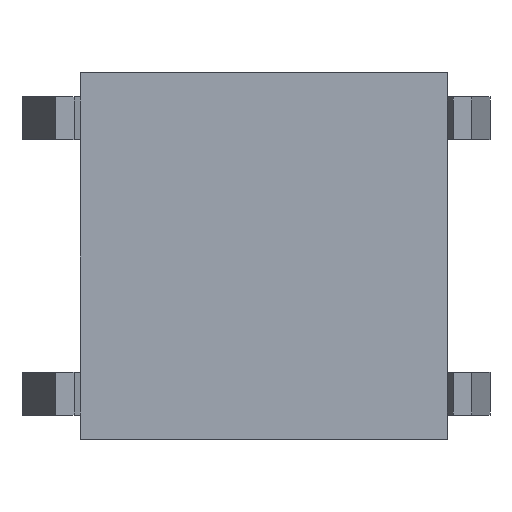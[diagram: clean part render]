
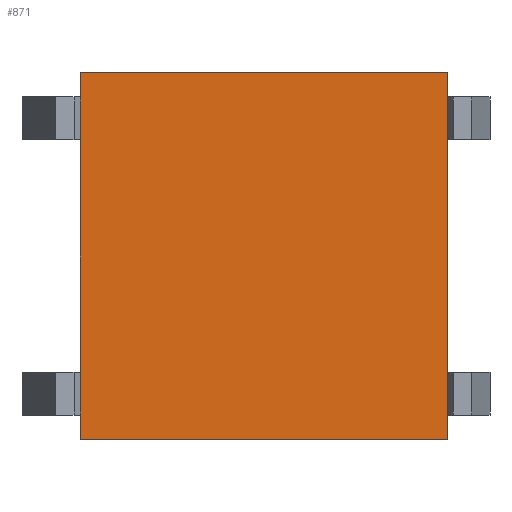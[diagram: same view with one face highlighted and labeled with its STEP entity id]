
A CAD part, front view. The second image highlights one B-rep face of the part: STEP entity #871.
In plain terms, the highlighted planar face has unit normal (0, -1, 0).
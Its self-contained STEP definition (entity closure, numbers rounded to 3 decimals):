
#23 = ORIENTED_EDGE ( 'NONE', *, *, #102, .F. ) ;
#32 = LINE ( 'NONE', #786, #1964 ) ;
#60 = DIRECTION ( 'NONE',  ( 0., 0., -1. ) ) ;
#70 = LINE ( 'NONE', #2102, #2009 ) ;
#79 = CARTESIAN_POINT ( 'NONE',  ( -3., 0., 1.9 ) ) ;
#102 = EDGE_CURVE ( 'NONE', #1470, #1563, #1917, .T. ) ;
#219 = VECTOR ( 'NONE', #1465, 1000. ) ;
#229 = DIRECTION ( 'NONE',  ( 0., 0., -1. ) ) ;
#241 = EDGE_CURVE ( 'NONE', #943, #1908, #70, .T. ) ;
#261 = LINE ( 'NONE', #342, #219 ) ;
#274 = CARTESIAN_POINT ( 'NONE',  ( 3., 0., -2.6 ) ) ;
#297 = LINE ( 'NONE', #321, #2276 ) ;
#320 = CARTESIAN_POINT ( 'NONE',  ( -3., 0., 0. ) ) ;
#321 = CARTESIAN_POINT ( 'NONE',  ( -3., 0., 3. ) ) ;
#324 = DIRECTION ( 'NONE',  ( 0., 0., 1. ) ) ;
#333 = DIRECTION ( 'NONE',  ( -1., 0., 0. ) ) ;
#342 = CARTESIAN_POINT ( 'NONE',  ( -3., 0., 3. ) ) ;
#385 = VERTEX_POINT ( 'NONE', #1727 ) ;
#390 = EDGE_CURVE ( 'NONE', #1908, #1913, #32, .T. ) ;
#428 = CARTESIAN_POINT ( 'NONE',  ( -3., 0., 3. ) ) ;
#471 = CARTESIAN_POINT ( 'NONE',  ( 3., 0., -1.9 ) ) ;
#486 = EDGE_CURVE ( 'NONE', #700, #1575, #2332, .T. ) ;
#503 = DIRECTION ( 'NONE',  ( 0., 0., 1. ) ) ;
#507 = DIRECTION ( 'NONE',  ( 0., 0., 1. ) ) ;
#523 = EDGE_CURVE ( 'NONE', #1358, #943, #297, .T. ) ;
#540 = LINE ( 'NONE', #1273, #1477 ) ;
#584 = VECTOR ( 'NONE', #1253, 1000. ) ;
#634 = VERTEX_POINT ( 'NONE', #806 ) ;
#644 = CARTESIAN_POINT ( 'NONE',  ( -3., 0., -1.9 ) ) ;
#688 = ORIENTED_EDGE ( 'NONE', *, *, #1723, .F. ) ;
#700 = VERTEX_POINT ( 'NONE', #644 ) ;
#786 = CARTESIAN_POINT ( 'NONE',  ( 3., 0., 3. ) ) ;
#788 = ORIENTED_EDGE ( 'NONE', *, *, #486, .F. ) ;
#806 = CARTESIAN_POINT ( 'NONE',  ( -3., 0., -3. ) ) ;
#840 = ORIENTED_EDGE ( 'NONE', *, *, #2072, .F. ) ;
#842 = FACE_OUTER_BOUND ( 'NONE', #1793, .T. ) ;
#871 = ADVANCED_FACE ( 'NONE', ( #842 ), #1561, .T. ) ;
#899 = CARTESIAN_POINT ( 'NONE',  ( 3., 0., 3. ) ) ;
#923 = ORIENTED_EDGE ( 'NONE', *, *, #1617, .F. ) ;
#941 = VECTOR ( 'NONE', #1783, 1000. ) ;
#943 = VERTEX_POINT ( 'NONE', #899 ) ;
#1031 = ORIENTED_EDGE ( 'NONE', *, *, #390, .F. ) ;
#1062 = ORIENTED_EDGE ( 'NONE', *, *, #1866, .F. ) ;
#1133 = DIRECTION ( 'NONE',  ( 0., 0., -1. ) ) ;
#1192 = DIRECTION ( 'NONE',  ( 0., -1., 0. ) ) ;
#1253 = DIRECTION ( 'NONE',  ( 0., 0., 1. ) ) ;
#1273 = CARTESIAN_POINT ( 'NONE',  ( -3., 0., 3. ) ) ;
#1301 = CARTESIAN_POINT ( 'NONE',  ( 3., 0., 1.9 ) ) ;
#1311 = CARTESIAN_POINT ( 'NONE',  ( -3., 0., -3. ) ) ;
#1320 = CARTESIAN_POINT ( 'NONE',  ( 3., 0., -3. ) ) ;
#1358 = VERTEX_POINT ( 'NONE', #428 ) ;
#1364 = DIRECTION ( 'NONE',  ( 0., 0., -1. ) ) ;
#1430 = VECTOR ( 'NONE', #1133, 1000. ) ;
#1437 = DIRECTION ( 'NONE',  ( 0., 0., -1. ) ) ;
#1438 = LINE ( 'NONE', #1611, #941 ) ;
#1465 = DIRECTION ( 'NONE',  ( 0., 0., 1. ) ) ;
#1470 = VERTEX_POINT ( 'NONE', #471 ) ;
#1477 = VECTOR ( 'NONE', #324, 1000. ) ;
#1479 = CARTESIAN_POINT ( 'NONE',  ( 3., 0., 2.6 ) ) ;
#1482 = LINE ( 'NONE', #1311, #2410 ) ;
#1493 = CARTESIAN_POINT ( 'NONE',  ( 3., 0., 3. ) ) ;
#1495 = EDGE_CURVE ( 'NONE', #385, #1358, #2003, .T. ) ;
#1536 = LINE ( 'NONE', #2361, #1959 ) ;
#1561 = PLANE ( 'NONE',  #1755 ) ;
#1563 = VERTEX_POINT ( 'NONE', #274 ) ;
#1575 = VERTEX_POINT ( 'NONE', #79 ) ;
#1611 = CARTESIAN_POINT ( 'NONE',  ( 3., 0., 0. ) ) ;
#1617 = EDGE_CURVE ( 'NONE', #1913, #1470, #1438, .T. ) ;
#1620 = ORIENTED_EDGE ( 'NONE', *, *, #241, .F. ) ;
#1648 = DIRECTION ( 'NONE',  ( 1., 0., 0. ) ) ;
#1661 = VECTOR ( 'NONE', #503, 1000. ) ;
#1723 = EDGE_CURVE ( 'NONE', #1563, #1985, #1536, .T. ) ;
#1727 = CARTESIAN_POINT ( 'NONE',  ( -3., 0., 2.6 ) ) ;
#1752 = ORIENTED_EDGE ( 'NONE', *, *, #523, .F. ) ;
#1755 = AXIS2_PLACEMENT_3D ( 'NONE', #2292, #1192, #60 ) ;
#1759 = EDGE_CURVE ( 'NONE', #1949, #700, #540, .T. ) ;
#1783 = DIRECTION ( 'NONE',  ( 0., 0., -1. ) ) ;
#1793 = EDGE_LOOP ( 'NONE', ( #1620, #1752, #2153, #840, #788, #2270, #2125, #1062, #688, #23, #923, #1031 ) ) ;
#1816 = CARTESIAN_POINT ( 'NONE',  ( -3., 0., 3. ) ) ;
#1866 = EDGE_CURVE ( 'NONE', #1985, #634, #1482, .T. ) ;
#1905 = VECTOR ( 'NONE', #507, 1000. ) ;
#1908 = VERTEX_POINT ( 'NONE', #1479 ) ;
#1913 = VERTEX_POINT ( 'NONE', #1301 ) ;
#1917 = LINE ( 'NONE', #1493, #1430 ) ;
#1949 = VERTEX_POINT ( 'NONE', #2414 ) ;
#1959 = VECTOR ( 'NONE', #1437, 1000. ) ;
#1964 = VECTOR ( 'NONE', #229, 1000. ) ;
#1985 = VERTEX_POINT ( 'NONE', #1320 ) ;
#2003 = LINE ( 'NONE', #2352, #584 ) ;
#2009 = VECTOR ( 'NONE', #1364, 1000. ) ;
#2072 = EDGE_CURVE ( 'NONE', #1575, #385, #261, .T. ) ;
#2102 = CARTESIAN_POINT ( 'NONE',  ( 3., 0., 3. ) ) ;
#2125 = ORIENTED_EDGE ( 'NONE', *, *, #2307, .F. ) ;
#2136 = LINE ( 'NONE', #1816, #1661 ) ;
#2153 = ORIENTED_EDGE ( 'NONE', *, *, #1495, .F. ) ;
#2270 = ORIENTED_EDGE ( 'NONE', *, *, #1759, .F. ) ;
#2276 = VECTOR ( 'NONE', #1648, 1000. ) ;
#2292 = CARTESIAN_POINT ( 'NONE',  ( 0., 0., 0. ) ) ;
#2307 = EDGE_CURVE ( 'NONE', #634, #1949, #2136, .T. ) ;
#2332 = LINE ( 'NONE', #320, #1905 ) ;
#2352 = CARTESIAN_POINT ( 'NONE',  ( -3., 0., 3. ) ) ;
#2361 = CARTESIAN_POINT ( 'NONE',  ( 3., 0., 3. ) ) ;
#2410 = VECTOR ( 'NONE', #333, 1000. ) ;
#2414 = CARTESIAN_POINT ( 'NONE',  ( -3., 0., -2.6 ) ) ;
